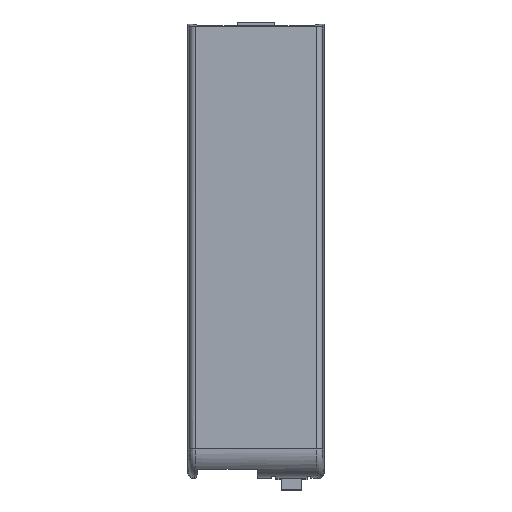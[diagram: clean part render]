
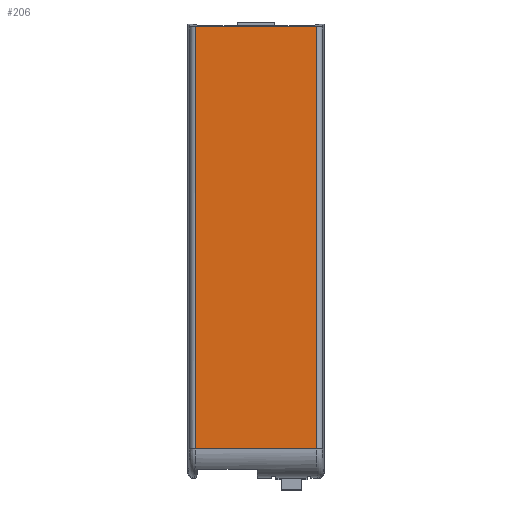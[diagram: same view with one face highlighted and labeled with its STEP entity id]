
A CAD part, top view. The second image highlights one B-rep face of the part: STEP entity #206.
In plain terms, the highlighted planar face has unit normal (0, 0, 1).
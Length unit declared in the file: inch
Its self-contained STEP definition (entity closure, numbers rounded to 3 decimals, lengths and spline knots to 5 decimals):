
#206 = ADVANCED_FACE ( 'NONE', ( #2519 ), #3146, .T. ) ;
#220 = CARTESIAN_POINT ( 'NONE',  ( -0.62934, -2.04909, 0.405 ) ) ;
#252 = CARTESIAN_POINT ( 'NONE',  ( -0.62934, 2.33377, 0.405 ) ) ;
#255 = ORIENTED_EDGE ( 'NONE', *, *, #1234, .T. ) ;
#293 = EDGE_LOOP ( 'NONE', ( #2257, #616, #2007, #255 ) ) ;
#433 = VECTOR ( 'NONE', #3622, 39.37008 ) ;
#455 = VERTEX_POINT ( 'NONE', #1398 ) ;
#518 = EDGE_CURVE ( 'NONE', #2171, #2105, #3513, .T. ) ;
#588 = AXIS2_PLACEMENT_3D ( 'NONE', #3116, #801, #2902 ) ;
#616 = ORIENTED_EDGE ( 'NONE', *, *, #518, .T. ) ;
#801 = DIRECTION ( 'NONE',  ( 0., 0., 1. ) ) ;
#1053 = DIRECTION ( 'NONE',  ( 1., 0., 0. ) ) ;
#1143 = DIRECTION ( 'NONE',  ( 0., -1., 0. ) ) ;
#1234 = EDGE_CURVE ( 'NONE', #455, #3799, #1621, .T. ) ;
#1247 = VECTOR ( 'NONE', #1053, 39.37008 ) ;
#1398 = CARTESIAN_POINT ( 'NONE',  ( 0.62934, -2.04909, 0.405 ) ) ;
#1404 = CARTESIAN_POINT ( 'NONE',  ( -0.7075, 2.33377, 0.405 ) ) ;
#1486 = CARTESIAN_POINT ( 'NONE',  ( 0.62934, 2.33377, 0.405 ) ) ;
#1621 = LINE ( 'NONE', #1486, #433 ) ;
#1801 = LINE ( 'NONE', #1404, #2612 ) ;
#1901 = VECTOR ( 'NONE', #1143, 39.37008 ) ;
#2007 = ORIENTED_EDGE ( 'NONE', *, *, #2530, .T. ) ;
#2019 = CARTESIAN_POINT ( 'NONE',  ( -0.62934, -2.04909, 0.405 ) ) ;
#2105 = VERTEX_POINT ( 'NONE', #220 ) ;
#2171 = VERTEX_POINT ( 'NONE', #252 ) ;
#2232 = CARTESIAN_POINT ( 'NONE',  ( 0.68627, -2.04909, 0.405 ) ) ;
#2257 = ORIENTED_EDGE ( 'NONE', *, *, #2737, .T. ) ;
#2519 = FACE_OUTER_BOUND ( 'NONE', #293, .T. ) ;
#2530 = EDGE_CURVE ( 'NONE', #2105, #455, #2868, .T. ) ;
#2612 = VECTOR ( 'NONE', #3242, 39.37008 ) ;
#2737 = EDGE_CURVE ( 'NONE', #3799, #2171, #1801, .T. ) ;
#2868 = LINE ( 'NONE', #2232, #1247 ) ;
#2902 = DIRECTION ( 'NONE',  ( 1., 0., 0. ) ) ;
#3116 = CARTESIAN_POINT ( 'NONE',  ( 0.7075, -2.355, 0.405 ) ) ;
#3146 = PLANE ( 'NONE',  #588 ) ;
#3242 = DIRECTION ( 'NONE',  ( -1., 0., 0. ) ) ;
#3398 = CARTESIAN_POINT ( 'NONE',  ( 0.62934, 2.33377, 0.405 ) ) ;
#3513 = LINE ( 'NONE', #2019, #1901 ) ;
#3622 = DIRECTION ( 'NONE',  ( 0., 1., 0. ) ) ;
#3799 = VERTEX_POINT ( 'NONE', #3398 ) ;
